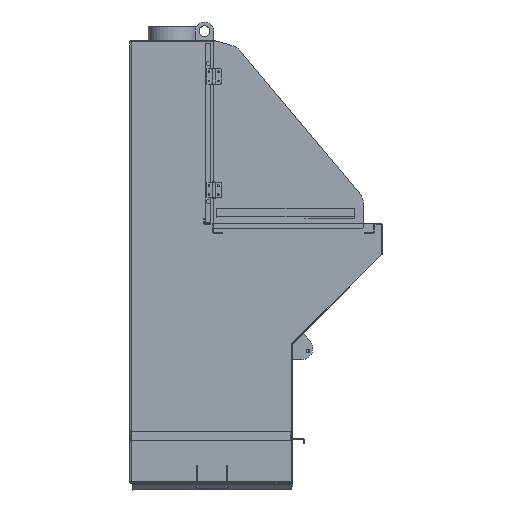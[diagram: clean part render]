
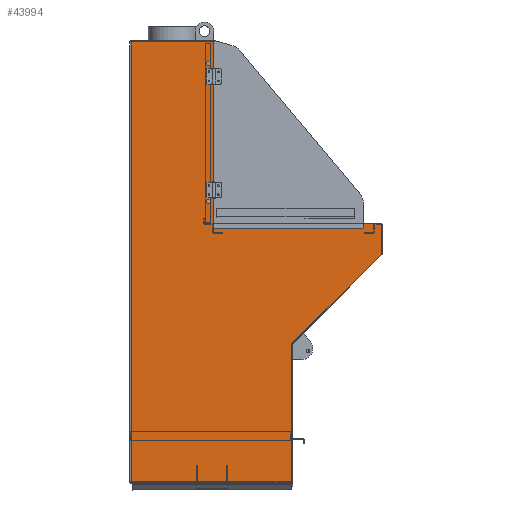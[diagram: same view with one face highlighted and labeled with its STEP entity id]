
A CAD part, left-side view. The second image highlights one B-rep face of the part: STEP entity #43994.
In plain terms, the highlighted planar face has unit normal (-1, 0, 0).
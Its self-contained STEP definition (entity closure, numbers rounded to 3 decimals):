
#304=FACE_BOUND('',#6006,.T.);
#305=FACE_BOUND('',#6007,.T.);
#306=FACE_BOUND('',#6008,.T.);
#307=FACE_BOUND('',#6009,.T.);
#1698=PLANE('',#46599);
#3653=FACE_OUTER_BOUND('',#6005,.T.);
#6005=EDGE_LOOP('',(#36186,#36187,#36188,#36189,#36190,#36191,#36192,#36193,
#36194,#36195));
#6006=EDGE_LOOP('',(#36196,#36197));
#6007=EDGE_LOOP('',(#36198,#36199));
#6008=EDGE_LOOP('',(#36200));
#6009=EDGE_LOOP('',(#36201));
#10752=LINE('',#67362,#15888);
#10762=LINE('',#67391,#15898);
#10766=LINE('',#67405,#15902);
#10773=LINE('',#67424,#15909);
#10775=LINE('',#67439,#15911);
#10780=LINE('',#67450,#15916);
#10781=LINE('',#67451,#15917);
#10782=LINE('',#67452,#15918);
#10783=LINE('',#67455,#15919);
#10784=LINE('',#67458,#15920);
#15888=VECTOR('',#55136,10.);
#15898=VECTOR('',#55160,10.);
#15902=VECTOR('',#55176,10.);
#15909=VECTOR('',#55191,10.);
#15911=VECTOR('',#55195,10.);
#15916=VECTOR('',#55206,10.);
#15917=VECTOR('',#55207,10.);
#15918=VECTOR('',#55208,10.);
#15919=VECTOR('',#55209,10.);
#15920=VECTOR('',#55210,10.);
#17504=CIRCLE('',#46576,2.5);
#17509=CIRCLE('',#46584,2.5);
#17510=CIRCLE('',#46587,5.);
#17511=CIRCLE('',#46589,5.);
#20730=VERTEX_POINT('',#67349);
#20731=VERTEX_POINT('',#67350);
#20735=VERTEX_POINT('',#67360);
#20745=VERTEX_POINT('',#67384);
#20746=VERTEX_POINT('',#67386);
#20747=VERTEX_POINT('',#67390);
#20748=VERTEX_POINT('',#67394);
#20749=VERTEX_POINT('',#67398);
#20750=VERTEX_POINT('',#67402);
#20756=VERTEX_POINT('',#67415);
#20761=VERTEX_POINT('',#67428);
#20764=VERTEX_POINT('',#67449);
#20765=VERTEX_POINT('',#67453);
#20766=VERTEX_POINT('',#67454);
#20767=VERTEX_POINT('',#67456);
#20768=VERTEX_POINT('',#67457);
#26014=EDGE_CURVE('',#20730,#20731,#17504,.T.);
#26020=EDGE_CURVE('',#20730,#20735,#10752,.T.);
#26032=EDGE_CURVE('',#20745,#20746,#17509,.T.);
#26034=EDGE_CURVE('',#20747,#20746,#10762,.T.);
#26036=EDGE_CURVE('',#20748,#20748,#17510,.T.);
#26038=EDGE_CURVE('',#20749,#20749,#17511,.T.);
#26041=EDGE_CURVE('',#20735,#20750,#10766,.T.);
#26051=EDGE_CURVE('',#20756,#20747,#10773,.T.);
#26054=EDGE_CURVE('',#20750,#20761,#10775,.T.);
#26059=EDGE_CURVE('',#20761,#20764,#10780,.T.);
#26060=EDGE_CURVE('',#20764,#20756,#10781,.T.);
#26061=EDGE_CURVE('',#20731,#20745,#10782,.T.);
#26062=EDGE_CURVE('',#20765,#20766,#10783,.T.);
#26063=EDGE_CURVE('',#20767,#20768,#10784,.T.);
#36186=ORIENTED_EDGE('',*,*,#26014,.F.);
#36187=ORIENTED_EDGE('',*,*,#26020,.T.);
#36188=ORIENTED_EDGE('',*,*,#26041,.T.);
#36189=ORIENTED_EDGE('',*,*,#26054,.T.);
#36190=ORIENTED_EDGE('',*,*,#26059,.T.);
#36191=ORIENTED_EDGE('',*,*,#26060,.T.);
#36192=ORIENTED_EDGE('',*,*,#26051,.T.);
#36193=ORIENTED_EDGE('',*,*,#26034,.T.);
#36194=ORIENTED_EDGE('',*,*,#26032,.F.);
#36195=ORIENTED_EDGE('',*,*,#26061,.F.);
#36196=ORIENTED_EDGE('',*,*,#26062,.T.);
#36197=ORIENTED_EDGE('',*,*,#26062,.F.);
#36198=ORIENTED_EDGE('',*,*,#26063,.T.);
#36199=ORIENTED_EDGE('',*,*,#26063,.F.);
#36200=ORIENTED_EDGE('',*,*,#26036,.T.);
#36201=ORIENTED_EDGE('',*,*,#26038,.T.);
#43994=ADVANCED_FACE('',(#3653,#304,#305,#306,#307),#1698,.F.);
#46576=AXIS2_PLACEMENT_3D('',#67351,#55126,#55127);
#46584=AXIS2_PLACEMENT_3D('',#67387,#55155,#55156);
#46587=AXIS2_PLACEMENT_3D('',#67395,#55164,#55165);
#46589=AXIS2_PLACEMENT_3D('',#67399,#55169,#55170);
#46599=AXIS2_PLACEMENT_3D('',#67448,#55204,#55205);
#55126=DIRECTION('center_axis',(1.,0.,0.));
#55127=DIRECTION('ref_axis',(0.,-0.707,0.707));
#55136=DIRECTION('',(0.,1.,0.));
#55155=DIRECTION('center_axis',(1.,0.,0.));
#55156=DIRECTION('ref_axis',(0.,-0.924,-0.383));
#55160=DIRECTION('',(0.,-0.707,0.707));
#55164=DIRECTION('center_axis',(1.,0.,0.));
#55165=DIRECTION('ref_axis',(0.,-1.,0.));
#55169=DIRECTION('center_axis',(1.,0.,0.));
#55170=DIRECTION('ref_axis',(0.,-1.,0.));
#55176=DIRECTION('',(0.,0.,1.));
#55191=DIRECTION('',(0.,0.,1.));
#55195=DIRECTION('',(0.,1.,0.));
#55204=DIRECTION('center_axis',(1.,0.,0.));
#55205=DIRECTION('ref_axis',(0.,-1.,0.));
#55206=DIRECTION('',(0.,0.,-1.));
#55207=DIRECTION('',(0.,-1.,0.));
#55208=DIRECTION('',(0.,0.,-1.));
#55209=DIRECTION('',(0.,1.,0.));
#55210=DIRECTION('',(0.,1.,0.));
#67349=CARTESIAN_POINT('',(-450.,-822.5,850.));
#67350=CARTESIAN_POINT('',(-450.,-825.,847.5));
#67351=CARTESIAN_POINT('Origin',(-450.,-822.5,847.5));
#67360=CARTESIAN_POINT('',(-450.,-275.,850.));
#67362=CARTESIAN_POINT('',(-450.,-618.639,850.));
#67384=CARTESIAN_POINT('',(-450.,-825.,751.036));
#67386=CARTESIAN_POINT('',(-450.,-824.268,749.268));
#67387=CARTESIAN_POINT('Origin',(-450.,-822.5,751.036));
#67390=CARTESIAN_POINT('',(-450.,-530.,455.));
#67391=CARTESIAN_POINT('',(-450.,-568.07,493.07));
#67394=CARTESIAN_POINT('',(-450.,-252.5,922.));
#67395=CARTESIAN_POINT('Origin',(-450.,-257.5,922.));
#67398=CARTESIAN_POINT('',(-450.,-252.5,1374.));
#67399=CARTESIAN_POINT('Origin',(-450.,-257.5,1374.));
#67402=CARTESIAN_POINT('',(-450.,-275.,1444.6));
#67405=CARTESIAN_POINT('',(-450.,-275.,787.5));
#67415=CARTESIAN_POINT('',(-450.,-530.,5.4));
#67424=CARTESIAN_POINT('',(-450.,-530.,362.5));
#67428=CARTESIAN_POINT('',(-450.,-5.4,1444.6));
#67439=CARTESIAN_POINT('',(-450.,-618.639,1444.6));
#67448=CARTESIAN_POINT('Origin',(-450.,-412.278,725.));
#67449=CARTESIAN_POINT('',(-450.,-5.4,5.4));
#67450=CARTESIAN_POINT('',(-450.,-5.4,725.));
#67451=CARTESIAN_POINT('',(-450.,-208.839,5.4));
#67452=CARTESIAN_POINT('',(-450.,-825.,1450.));
#67453=CARTESIAN_POINT('',(-450.,-270.67,1307.));
#67454=CARTESIAN_POINT('',(-450.,-253.,1307.));
#67455=CARTESIAN_POINT('',(-450.,-270.67,1307.));
#67456=CARTESIAN_POINT('',(-450.,-270.67,935.));
#67457=CARTESIAN_POINT('',(-450.,-253.,935.));
#67458=CARTESIAN_POINT('',(-450.,-270.67,935.));
